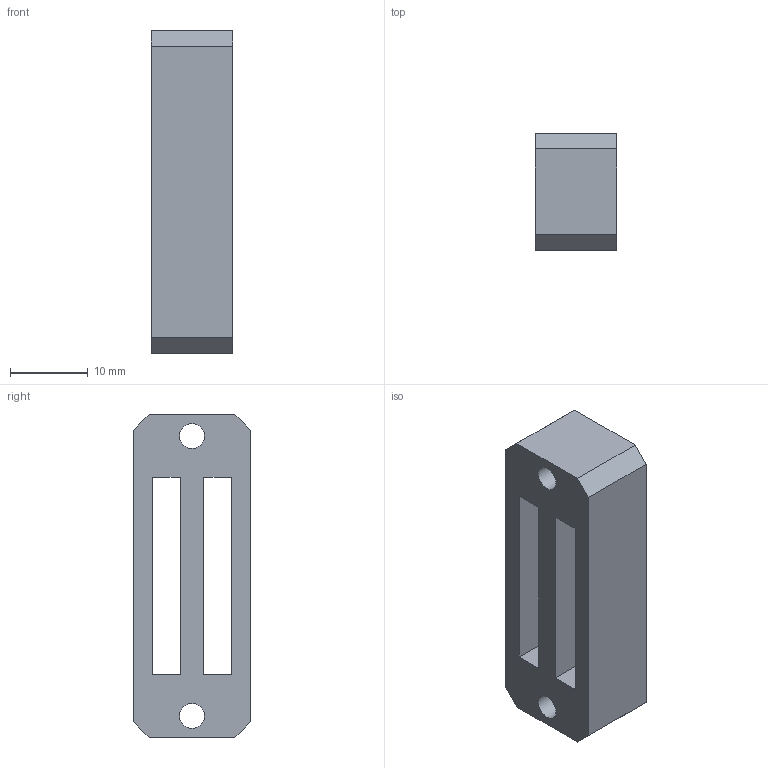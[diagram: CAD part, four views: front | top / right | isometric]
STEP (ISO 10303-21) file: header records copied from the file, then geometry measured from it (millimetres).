
FILE_DESCRIPTION(/* description */ ('STEP AP242','CAx-IF Rec.Pracs.---Representation and Presentation of Product Manufacturing Information (PMI)---4.0---2014-10-13','CAx-IF Rec.Pracs.---3D Tessellated Geometry---0.4---2014-09-14','2;1'),/* implementation_level */ '2;1');
FILE_NAME(/* name */ 'Part Studio 1 - PCB Aligner 1',/* time_stamp */ '2024-06-10T11:20:52Z',/* author */ (''),/* organization */ (''),/* preprocessor_version */ 'ST-DEVELOPER v20',/* originating_system */ ' ',/* authorisation */ ' ');
FILE_SCHEMA (('AP242_MANAGED_MODEL_BASED_3D_ENGINEERING_MIM_LF { 1 0 10303 442 1 1 4 }'));
Length unit declared in the file: metre
Products named in the file (1): PCB Aligner 1
Bounding box: 10.5 x 15 x 41.4 mm (x, y, z)
Volume: 3943.6 mm3; surface area: 3214 mm2
Topology: 1 solids, 1 shells, 33 faces, 98 edges, 66 vertices
Faces by surface type: plane 31, cylinder 2
Full cylindrical faces by diameter (mm): 3.2 x2
Entity records: 1102 total; most frequent: CARTESIAN_POINT 192, ORIENTED_EDGE 188, DIRECTION 166, EDGE_CURVE 94, LINE 90, VECTOR 90, VERTEX_POINT 64, EDGE_LOOP 42
